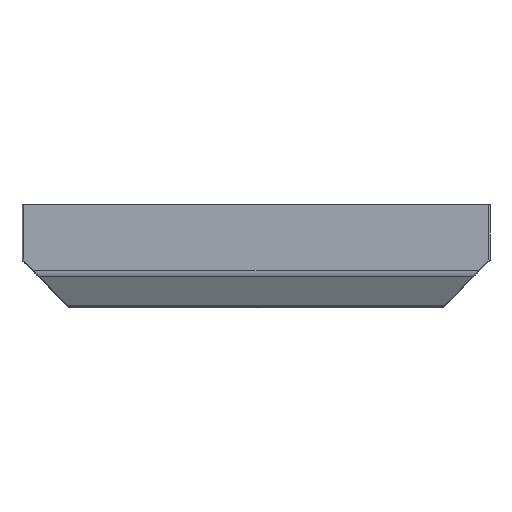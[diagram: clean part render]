
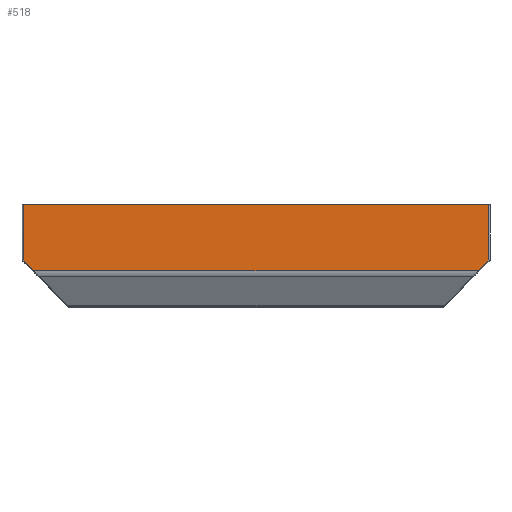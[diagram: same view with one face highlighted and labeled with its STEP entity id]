
A CAD part, top view. The second image highlights one B-rep face of the part: STEP entity #518.
In plain terms, the highlighted planar face has unit normal (0, 0, 1).
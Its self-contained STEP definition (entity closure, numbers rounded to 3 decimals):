
#25=PLANE('',#586);
#75=FACE_OUTER_BOUND('',#106,.T.);
#106=EDGE_LOOP('',(#411,#412,#413,#414,#415,#416));
#143=LINE('',#833,#186);
#144=LINE('',#839,#187);
#147=LINE('',#924,#190);
#148=LINE('',#926,#191);
#149=LINE('',#928,#192);
#150=LINE('',#929,#193);
#186=VECTOR('',#668,10.);
#187=VECTOR('',#677,10.);
#190=VECTOR('',#698,1.);
#191=VECTOR('',#699,10.);
#192=VECTOR('',#700,10.);
#193=VECTOR('',#701,1.);
#251=VERTEX_POINT('',#831);
#252=VERTEX_POINT('',#832);
#253=VERTEX_POINT('',#837);
#258=VERTEX_POINT('',#923);
#259=VERTEX_POINT('',#925);
#260=VERTEX_POINT('',#927);
#303=EDGE_CURVE('',#251,#252,#143,.T.);
#307=EDGE_CURVE('',#253,#251,#144,.T.);
#316=EDGE_CURVE('',#253,#258,#147,.T.);
#317=EDGE_CURVE('',#259,#258,#148,.T.);
#318=EDGE_CURVE('',#260,#259,#149,.T.);
#319=EDGE_CURVE('',#252,#260,#150,.T.);
#411=ORIENTED_EDGE('',*,*,#303,.F.);
#412=ORIENTED_EDGE('',*,*,#307,.F.);
#413=ORIENTED_EDGE('',*,*,#316,.T.);
#414=ORIENTED_EDGE('',*,*,#317,.F.);
#415=ORIENTED_EDGE('',*,*,#318,.F.);
#416=ORIENTED_EDGE('',*,*,#319,.F.);
#518=ADVANCED_FACE('',(#75),#25,.F.);
#586=AXIS2_PLACEMENT_3D('',#922,#696,#697);
#668=DIRECTION('',(0.,1.,0.));
#677=DIRECTION('',(-0.707,0.707,0.));
#696=DIRECTION('center_axis',(0.,0.,-1.));
#697=DIRECTION('ref_axis',(0.,-1.,0.));
#698=DIRECTION('',(1.,0.,0.));
#699=DIRECTION('',(-0.707,-0.707,0.));
#700=DIRECTION('',(0.,-1.,0.));
#701=DIRECTION('',(1.,0.,0.));
#831=CARTESIAN_POINT('',(140.5,-23.664,-180.3));
#832=CARTESIAN_POINT('',(140.5,0.,-180.3));
#833=CARTESIAN_POINT('',(140.5,-10.789,-180.3));
#837=CARTESIAN_POINT('',(145.116,-28.28,-180.3));
#839=CARTESIAN_POINT('',(240.699,-123.864,-180.3));
#922=CARTESIAN_POINT('Origin',(565.654,0.4,-180.3));
#923=CARTESIAN_POINT('',(334.884,-28.28,-180.3));
#924=CARTESIAN_POINT('',(565.654,-28.28,-180.3));
#925=CARTESIAN_POINT('',(339.5,-23.664,-180.3));
#926=CARTESIAN_POINT('',(385.719,22.555,-180.3));
#927=CARTESIAN_POINT('',(339.5,0.,-180.3));
#928=CARTESIAN_POINT('',(339.5,-11.375,-180.3));
#929=CARTESIAN_POINT('',(-175.654,0.,-180.3));
